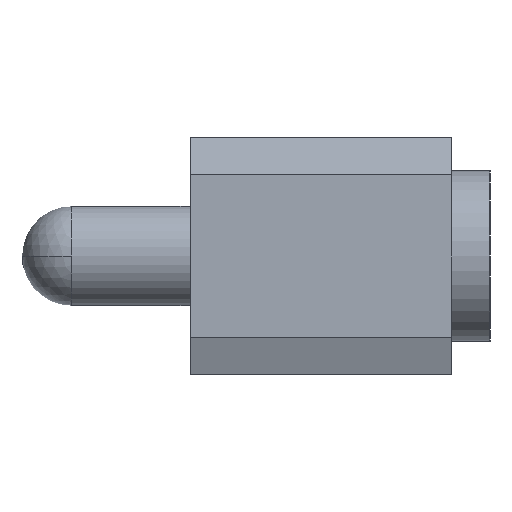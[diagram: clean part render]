
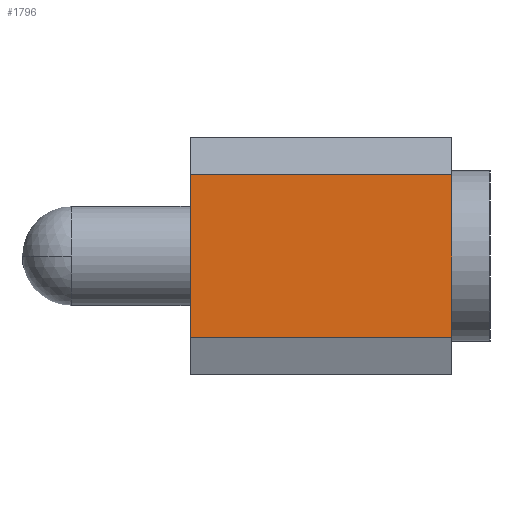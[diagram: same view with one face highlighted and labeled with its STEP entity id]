
A CAD part, left-side view. The second image highlights one B-rep face of the part: STEP entity #1796.
In plain terms, the highlighted planar face has unit normal (-1, 0, 0).
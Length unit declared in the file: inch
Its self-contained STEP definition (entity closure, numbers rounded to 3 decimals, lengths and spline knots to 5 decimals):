
#86 = FACE_OUTER_BOUND ( 'NONE', #343, .T. ) ;
#90 = ORIENTED_EDGE ( 'NONE', *, *, #1029, .F. ) ;
#106 = CARTESIAN_POINT ( 'NONE',  ( -0.01203, -0.11, -0.08425 ) ) ;
#343 = EDGE_LOOP ( 'NONE', ( #90, #1302, #725, #812 ) ) ;
#438 = EDGE_CURVE ( 'NONE', #1269, #529, #1444, .T. ) ;
#529 = VERTEX_POINT ( 'NONE', #1498 ) ;
#632 = EDGE_CURVE ( 'NONE', #1833, #1269, #1392, .T. ) ;
#725 = ORIENTED_EDGE ( 'NONE', *, *, #632, .T. ) ;
#778 = VECTOR ( 'NONE', #1110, 39.37008 ) ;
#781 = VECTOR ( 'NONE', #1704, 39.37008 ) ;
#812 = ORIENTED_EDGE ( 'NONE', *, *, #438, .T. ) ;
#992 = CARTESIAN_POINT ( 'NONE',  ( -0.01203, 0., -0.08425 ) ) ;
#1029 = EDGE_CURVE ( 'NONE', #1204, #529, #1350, .T. ) ;
#1069 = DIRECTION ( 'NONE',  ( -1., 0., 0. ) ) ;
#1103 = PLANE ( 'NONE',  #1997 ) ;
#1110 = DIRECTION ( 'NONE',  ( 0., 1., 0. ) ) ;
#1183 = DIRECTION ( 'NONE',  ( 0., 0., 1. ) ) ;
#1202 = VECTOR ( 'NONE', #1183, 39.37008 ) ;
#1204 = VERTEX_POINT ( 'NONE', #992 ) ;
#1223 = LINE ( 'NONE', #1889, #1929 ) ;
#1269 = VERTEX_POINT ( 'NONE', #1639 ) ;
#1302 = ORIENTED_EDGE ( 'NONE', *, *, #1379, .F. ) ;
#1350 = LINE ( 'NONE', #2024, #1202 ) ;
#1379 = EDGE_CURVE ( 'NONE', #1833, #1204, #1223, .T. ) ;
#1383 = CARTESIAN_POINT ( 'NONE',  ( -0.01203, -0.11, -0.08425 ) ) ;
#1392 = LINE ( 'NONE', #1383, #781 ) ;
#1422 = CARTESIAN_POINT ( 'NONE',  ( -0.01203, -0.11, -0.08425 ) ) ;
#1444 = LINE ( 'NONE', #2118, #778 ) ;
#1498 = CARTESIAN_POINT ( 'NONE',  ( -0.01203, 0., -0.01575 ) ) ;
#1639 = CARTESIAN_POINT ( 'NONE',  ( -0.01203, -0.11, -0.01575 ) ) ;
#1682 = DIRECTION ( 'NONE',  ( 0., 1., 0. ) ) ;
#1704 = DIRECTION ( 'NONE',  ( 0., 0., 1. ) ) ;
#1796 = ADVANCED_FACE ( 'NONE', ( #86 ), #1103, .T. ) ;
#1833 = VERTEX_POINT ( 'NONE', #106 ) ;
#1889 = CARTESIAN_POINT ( 'NONE',  ( -0.01203, -0.11, -0.08425 ) ) ;
#1918 = DIRECTION ( 'NONE',  ( 0., 0., 1. ) ) ;
#1929 = VECTOR ( 'NONE', #1682, 39.37008 ) ;
#1997 = AXIS2_PLACEMENT_3D ( 'NONE', #1422, #1069, #1918 ) ;
#2024 = CARTESIAN_POINT ( 'NONE',  ( -0.01203, 0., -0.08425 ) ) ;
#2118 = CARTESIAN_POINT ( 'NONE',  ( -0.01203, -0.11, -0.01575 ) ) ;
